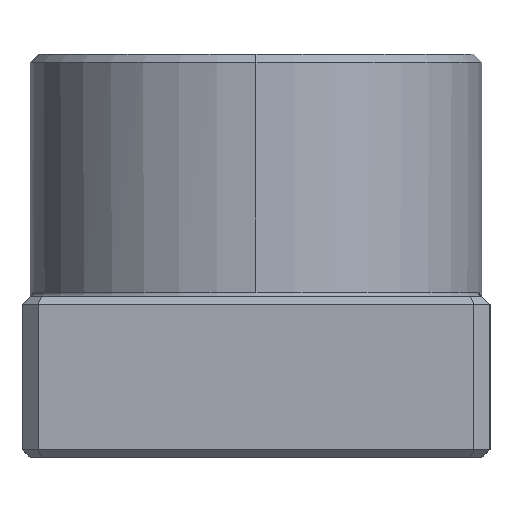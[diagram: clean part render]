
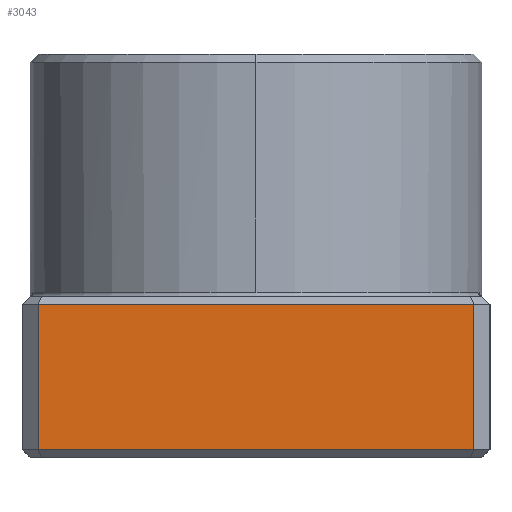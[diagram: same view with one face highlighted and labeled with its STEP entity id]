
A CAD part, left-side view. The second image highlights one B-rep face of the part: STEP entity #3043.
In plain terms, the highlighted planar face has unit normal (-1, 0, 0).
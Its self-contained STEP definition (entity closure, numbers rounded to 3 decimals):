
#105 = DIRECTION ( 'NONE',  ( 0., 0., -1. ) ) ;
#226 = VERTEX_POINT ( 'NONE', #2454 ) ;
#355 = VERTEX_POINT ( 'NONE', #3177 ) ;
#620 = DIRECTION ( 'NONE',  ( 0., 1., 0. ) ) ;
#711 = EDGE_CURVE ( 'NONE', #355, #2599, #3094, .T. ) ;
#728 = EDGE_CURVE ( 'NONE', #2599, #226, #1782, .T. ) ;
#750 = EDGE_CURVE ( 'NONE', #2210, #226, #3016, .T. ) ;
#755 = EDGE_CURVE ( 'NONE', #2210, #355, #1054, .T. ) ;
#983 = VECTOR ( 'NONE', #620, 1000. ) ;
#992 = DIRECTION ( 'NONE',  ( 1., 0., 0. ) ) ;
#1010 = CARTESIAN_POINT ( 'NONE',  ( -50., -27., 19. ) ) ;
#1054 = LINE ( 'NONE', #1599, #983 ) ;
#1111 = CARTESIAN_POINT ( 'NONE',  ( -50., 27., 1. ) ) ;
#1134 = VECTOR ( 'NONE', #2168, 1000. ) ;
#1599 = CARTESIAN_POINT ( 'NONE',  ( -50., 27., 19. ) ) ;
#1663 = CARTESIAN_POINT ( 'NONE',  ( -50., 27., 20. ) ) ;
#1719 = PLANE ( 'NONE',  #2087 ) ;
#1782 = LINE ( 'NONE', #2654, #2362 ) ;
#1926 = FACE_OUTER_BOUND ( 'NONE', #3195, .T. ) ;
#2087 = AXIS2_PLACEMENT_3D ( 'NONE', #2457, #992, #2706 ) ;
#2168 = DIRECTION ( 'NONE',  ( 0., 0., -1. ) ) ;
#2210 = VERTEX_POINT ( 'NONE', #1010 ) ;
#2243 = ORIENTED_EDGE ( 'NONE', *, *, #750, .F. ) ;
#2283 = VECTOR ( 'NONE', #105, 1000. ) ;
#2288 = ORIENTED_EDGE ( 'NONE', *, *, #728, .T. ) ;
#2362 = VECTOR ( 'NONE', #2410, 1000. ) ;
#2410 = DIRECTION ( 'NONE',  ( 0., -1., 0. ) ) ;
#2454 = CARTESIAN_POINT ( 'NONE',  ( -50., -27., 1. ) ) ;
#2457 = CARTESIAN_POINT ( 'NONE',  ( -50., 27., 20. ) ) ;
#2599 = VERTEX_POINT ( 'NONE', #1111 ) ;
#2654 = CARTESIAN_POINT ( 'NONE',  ( -50., 27., 1. ) ) ;
#2706 = DIRECTION ( 'NONE',  ( 0., 1., 0. ) ) ;
#2753 = ORIENTED_EDGE ( 'NONE', *, *, #711, .T. ) ;
#2830 = ORIENTED_EDGE ( 'NONE', *, *, #755, .T. ) ;
#2908 = CARTESIAN_POINT ( 'NONE',  ( -50., -27., 20. ) ) ;
#3016 = LINE ( 'NONE', #2908, #2283 ) ;
#3043 = ADVANCED_FACE ( 'NONE', ( #1926 ), #1719, .F. ) ;
#3094 = LINE ( 'NONE', #1663, #1134 ) ;
#3177 = CARTESIAN_POINT ( 'NONE',  ( -50., 27., 19. ) ) ;
#3195 = EDGE_LOOP ( 'NONE', ( #2753, #2288, #2243, #2830 ) ) ;
